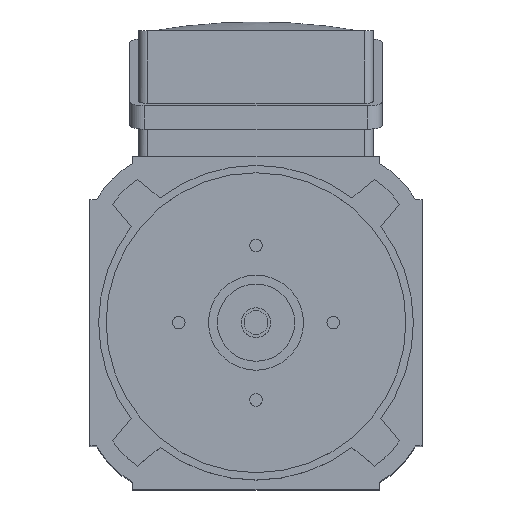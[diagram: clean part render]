
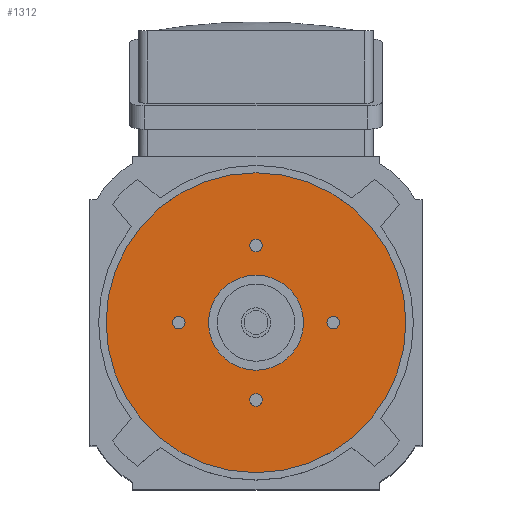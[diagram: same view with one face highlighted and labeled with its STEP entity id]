
A CAD part, top view. The second image highlights one B-rep face of the part: STEP entity #1312.
In plain terms, the highlighted planar face has unit normal (0, 0, 1).
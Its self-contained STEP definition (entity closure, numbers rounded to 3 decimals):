
#169 = VERTEX_POINT ( 'NONE', #412 ) ;
#182 = EDGE_CURVE ( 'NONE', #2489, #3338, #1191, .T. ) ;
#189 = ORIENTED_EDGE ( 'NONE', *, *, #2970, .T. ) ;
#199 = AXIS2_PLACEMENT_3D ( 'NONE', #4568, #4156, #4629 ) ;
#207 = AXIS2_PLACEMENT_3D ( 'NONE', #2815, #3595, #1591 ) ;
#300 = VERTEX_POINT ( 'NONE', #2687 ) ;
#309 = CARTESIAN_POINT ( 'NONE',  ( 16., 0., 0. ) ) ;
#360 = EDGE_LOOP ( 'NONE', ( #4228, #4925 ) ) ;
#372 = AXIS2_PLACEMENT_3D ( 'NONE', #1161, #2398, #1594 ) ;
#412 = CARTESIAN_POINT ( 'NONE',  ( -28.1, 0., 0. ) ) ;
#481 = CARTESIAN_POINT ( 'NONE',  ( 26., 0., 0. ) ) ;
#528 = CARTESIAN_POINT ( 'NONE',  ( 0., -26., 0. ) ) ;
#590 = AXIS2_PLACEMENT_3D ( 'NONE', #528, #1708, #5223 ) ;
#609 = FACE_OUTER_BOUND ( 'NONE', #4953, .T. ) ;
#623 = EDGE_LOOP ( 'NONE', ( #1461, #1829 ) ) ;
#674 = CARTESIAN_POINT ( 'NONE',  ( 23.9, 0., 0. ) ) ;
#714 = CARTESIAN_POINT ( 'NONE',  ( -2.1, -26., 0. ) ) ;
#748 = AXIS2_PLACEMENT_3D ( 'NONE', #3444, #1226, #857 ) ;
#823 = EDGE_CURVE ( 'NONE', #2749, #3254, #4230, .T. ) ;
#857 = DIRECTION ( 'NONE',  ( 1., 0., 0. ) ) ;
#956 = AXIS2_PLACEMENT_3D ( 'NONE', #1783, #2203, #3493 ) ;
#980 = CARTESIAN_POINT ( 'NONE',  ( 0., 0., 0. ) ) ;
#1004 = EDGE_CURVE ( 'NONE', #3184, #4897, #1816, .T. ) ;
#1011 = CIRCLE ( 'NONE', #748, 2.1 ) ;
#1058 = CIRCLE ( 'NONE', #4915, 2.1 ) ;
#1065 = DIRECTION ( 'NONE',  ( 0., 0., 1. ) ) ;
#1156 = DIRECTION ( 'NONE',  ( 1., 0., 0. ) ) ;
#1161 = CARTESIAN_POINT ( 'NONE',  ( 0., 26., 0. ) ) ;
#1191 = CIRCLE ( 'NONE', #1632, 2.1 ) ;
#1203 = EDGE_LOOP ( 'NONE', ( #4319, #1434 ) ) ;
#1226 = DIRECTION ( 'NONE',  ( 0., 0., 1. ) ) ;
#1263 = ORIENTED_EDGE ( 'NONE', *, *, #1905, .T. ) ;
#1312 = ADVANCED_FACE ( 'NONE', ( #1495, #3188, #4000, #4398, #609, #3976 ), #1470, .T. ) ;
#1434 = ORIENTED_EDGE ( 'NONE', *, *, #182, .F. ) ;
#1461 = ORIENTED_EDGE ( 'NONE', *, *, #3302, .F. ) ;
#1470 = PLANE ( 'NONE',  #3688 ) ;
#1495 = FACE_BOUND ( 'NONE', #1506, .T. ) ;
#1506 = EDGE_LOOP ( 'NONE', ( #1936, #1831 ) ) ;
#1585 = EDGE_LOOP ( 'NONE', ( #4266, #2541 ) ) ;
#1589 = EDGE_CURVE ( 'NONE', #169, #300, #1011, .T. ) ;
#1591 = DIRECTION ( 'NONE',  ( 1., 0., 0. ) ) ;
#1594 = DIRECTION ( 'NONE',  ( 1., 0., 0. ) ) ;
#1632 = AXIS2_PLACEMENT_3D ( 'NONE', #2521, #2185, #5539 ) ;
#1708 = DIRECTION ( 'NONE',  ( 0., 0., 1. ) ) ;
#1783 = CARTESIAN_POINT ( 'NONE',  ( -26., 0., 0. ) ) ;
#1816 = CIRCLE ( 'NONE', #2533, 2.1 ) ;
#1829 = ORIENTED_EDGE ( 'NONE', *, *, #4495, .F. ) ;
#1831 = ORIENTED_EDGE ( 'NONE', *, *, #3504, .F. ) ;
#1905 = EDGE_CURVE ( 'NONE', #2439, #2006, #2720, .T. ) ;
#1936 = ORIENTED_EDGE ( 'NONE', *, *, #823, .F. ) ;
#2006 = VERTEX_POINT ( 'NONE', #2922 ) ;
#2127 = VERTEX_POINT ( 'NONE', #309 ) ;
#2158 = DIRECTION ( 'NONE',  ( 0., 0., 1. ) ) ;
#2159 = CIRCLE ( 'NONE', #199, 16. ) ;
#2165 = CARTESIAN_POINT ( 'NONE',  ( 2.1, 26., 0. ) ) ;
#2185 = DIRECTION ( 'NONE',  ( 0., 0., 1. ) ) ;
#2193 = DIRECTION ( 'NONE',  ( 0., 0., 1. ) ) ;
#2203 = DIRECTION ( 'NONE',  ( 0., 0., 1. ) ) ;
#2272 = EDGE_CURVE ( 'NONE', #3338, #2489, #4997, .T. ) ;
#2398 = DIRECTION ( 'NONE',  ( 0., 0., 1. ) ) ;
#2439 = VERTEX_POINT ( 'NONE', #4422 ) ;
#2489 = VERTEX_POINT ( 'NONE', #714 ) ;
#2521 = CARTESIAN_POINT ( 'NONE',  ( 0., -26., 0. ) ) ;
#2533 = AXIS2_PLACEMENT_3D ( 'NONE', #481, #2193, #3061 ) ;
#2541 = ORIENTED_EDGE ( 'NONE', *, *, #1589, .F. ) ;
#2613 = CARTESIAN_POINT ( 'NONE',  ( 26., 0., 0. ) ) ;
#2618 = EDGE_CURVE ( 'NONE', #300, #169, #4191, .T. ) ;
#2687 = CARTESIAN_POINT ( 'NONE',  ( -23.9, 0., 0. ) ) ;
#2720 = CIRCLE ( 'NONE', #3439, 50.5 ) ;
#2749 = VERTEX_POINT ( 'NONE', #2165 ) ;
#2815 = CARTESIAN_POINT ( 'NONE',  ( 0., 26., 0. ) ) ;
#2816 = CARTESIAN_POINT ( 'NONE',  ( 0., 0., 0. ) ) ;
#2881 = CIRCLE ( 'NONE', #372, 2.1 ) ;
#2913 = DIRECTION ( 'NONE',  ( 0., 0., 1. ) ) ;
#2922 = CARTESIAN_POINT ( 'NONE',  ( 50.5, 0., 0. ) ) ;
#2970 = EDGE_CURVE ( 'NONE', #2006, #2439, #4218, .T. ) ;
#3061 = DIRECTION ( 'NONE',  ( 1., 0., 0. ) ) ;
#3184 = VERTEX_POINT ( 'NONE', #674 ) ;
#3188 = FACE_BOUND ( 'NONE', #1585, .T. ) ;
#3201 = CARTESIAN_POINT ( 'NONE',  ( 0., 0., 0. ) ) ;
#3254 = VERTEX_POINT ( 'NONE', #3278 ) ;
#3278 = CARTESIAN_POINT ( 'NONE',  ( -2.1, 26., 0. ) ) ;
#3302 = EDGE_CURVE ( 'NONE', #5298, #2127, #2159, .T. ) ;
#3321 = DIRECTION ( 'NONE',  ( 1., 0., 0. ) ) ;
#3338 = VERTEX_POINT ( 'NONE', #5487 ) ;
#3439 = AXIS2_PLACEMENT_3D ( 'NONE', #2816, #2913, #3321 ) ;
#3444 = CARTESIAN_POINT ( 'NONE',  ( -26., 0., 0. ) ) ;
#3455 = DIRECTION ( 'NONE',  ( 1., 0., 0. ) ) ;
#3488 = CARTESIAN_POINT ( 'NONE',  ( 28.1, 0., 0. ) ) ;
#3493 = DIRECTION ( 'NONE',  ( 1., 0., 0. ) ) ;
#3501 = DIRECTION ( 'NONE',  ( 1., 0., 0. ) ) ;
#3504 = EDGE_CURVE ( 'NONE', #3254, #2749, #2881, .T. ) ;
#3595 = DIRECTION ( 'NONE',  ( 0., 0., 1. ) ) ;
#3688 = AXIS2_PLACEMENT_3D ( 'NONE', #4912, #1065, #3501 ) ;
#3976 = FACE_BOUND ( 'NONE', #623, .T. ) ;
#4000 = FACE_BOUND ( 'NONE', #1203, .T. ) ;
#4156 = DIRECTION ( 'NONE',  ( 0., 0., 1. ) ) ;
#4191 = CIRCLE ( 'NONE', #956, 2.1 ) ;
#4218 = CIRCLE ( 'NONE', #5217, 50.5 ) ;
#4228 = ORIENTED_EDGE ( 'NONE', *, *, #5238, .F. ) ;
#4230 = CIRCLE ( 'NONE', #207, 2.1 ) ;
#4266 = ORIENTED_EDGE ( 'NONE', *, *, #2618, .F. ) ;
#4319 = ORIENTED_EDGE ( 'NONE', *, *, #2272, .F. ) ;
#4354 = DIRECTION ( 'NONE',  ( 1., 0., 0. ) ) ;
#4398 = FACE_BOUND ( 'NONE', #360, .T. ) ;
#4422 = CARTESIAN_POINT ( 'NONE',  ( -50.5, 0., 0. ) ) ;
#4493 = CIRCLE ( 'NONE', #5233, 16. ) ;
#4495 = EDGE_CURVE ( 'NONE', #2127, #5298, #4493, .T. ) ;
#4568 = CARTESIAN_POINT ( 'NONE',  ( 0., 0., 0. ) ) ;
#4629 = DIRECTION ( 'NONE',  ( 1., 0., 0. ) ) ;
#4897 = VERTEX_POINT ( 'NONE', #3488 ) ;
#4912 = CARTESIAN_POINT ( 'NONE',  ( 0., 0., 0. ) ) ;
#4915 = AXIS2_PLACEMENT_3D ( 'NONE', #2613, #2158, #3455 ) ;
#4925 = ORIENTED_EDGE ( 'NONE', *, *, #1004, .F. ) ;
#4953 = EDGE_LOOP ( 'NONE', ( #189, #1263 ) ) ;
#4997 = CIRCLE ( 'NONE', #590, 2.1 ) ;
#5217 = AXIS2_PLACEMENT_3D ( 'NONE', #980, #5362, #4354 ) ;
#5223 = DIRECTION ( 'NONE',  ( 1., 0., 0. ) ) ;
#5233 = AXIS2_PLACEMENT_3D ( 'NONE', #3201, #5437, #1156 ) ;
#5238 = EDGE_CURVE ( 'NONE', #4897, #3184, #1058, .T. ) ;
#5262 = CARTESIAN_POINT ( 'NONE',  ( -16., 0., 0. ) ) ;
#5298 = VERTEX_POINT ( 'NONE', #5262 ) ;
#5362 = DIRECTION ( 'NONE',  ( 0., 0., 1. ) ) ;
#5437 = DIRECTION ( 'NONE',  ( 0., 0., 1. ) ) ;
#5487 = CARTESIAN_POINT ( 'NONE',  ( 2.1, -26., 0. ) ) ;
#5539 = DIRECTION ( 'NONE',  ( 1., 0., 0. ) ) ;
